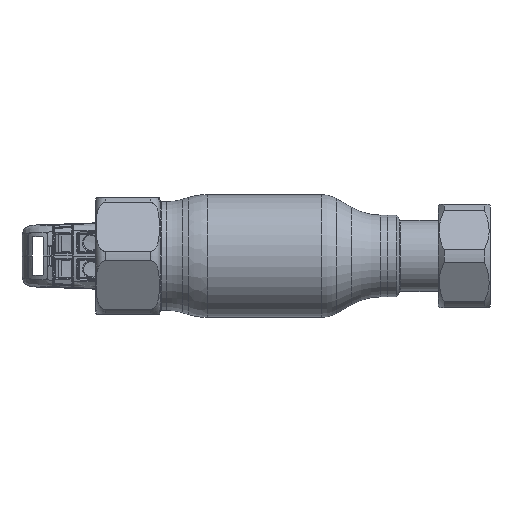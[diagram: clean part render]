
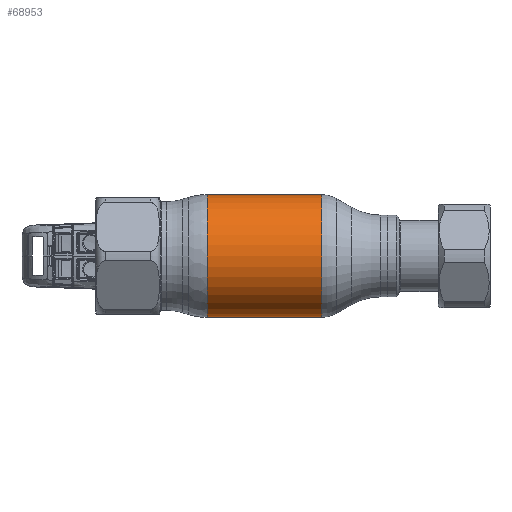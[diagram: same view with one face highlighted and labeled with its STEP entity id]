
A CAD part, front view. The second image highlights one B-rep face of the part: STEP entity #68953.
In plain terms, the highlighted cylindrical face has radius 19 mm (diameter 38 mm), a partial arc.
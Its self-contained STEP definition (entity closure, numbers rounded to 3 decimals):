
#1524 = CARTESIAN_POINT ( 'NONE',  ( -17.411, 0., 0. ) ) ;
#5418 = VERTEX_POINT ( 'NONE', #56236 ) ;
#6408 = VECTOR ( 'NONE', #68486, 1000. ) ;
#6593 = CIRCLE ( 'NONE', #13471, 19. ) ;
#7026 = DIRECTION ( 'NONE',  ( 0., 0., -1. ) ) ;
#10744 = LINE ( 'NONE', #26205, #67270 ) ;
#10983 = DIRECTION ( 'NONE',  ( 1., 0., 0. ) ) ;
#13471 = AXIS2_PLACEMENT_3D ( 'NONE', #1524, #34576, #7026 ) ;
#13717 = CARTESIAN_POINT ( 'NONE',  ( -17.411, 0., -19. ) ) ;
#13730 = DIRECTION ( 'NONE',  ( 0., 0., -1. ) ) ;
#14496 = AXIS2_PLACEMENT_3D ( 'NONE', #24297, #57964, #13730 ) ;
#19953 = EDGE_CURVE ( 'NONE', #5418, #36850, #6593, .T. ) ;
#20159 = ORIENTED_EDGE ( 'NONE', *, *, #44078, .F. ) ;
#24297 = CARTESIAN_POINT ( 'NONE',  ( 62.69, 0., 0. ) ) ;
#26205 = CARTESIAN_POINT ( 'NONE',  ( 62.69, 0., -19. ) ) ;
#31725 = DIRECTION ( 'NONE',  ( 1., 0., 0. ) ) ;
#33151 = EDGE_LOOP ( 'NONE', ( #20159, #38350, #65237, #63215 ) ) ;
#34474 = EDGE_CURVE ( 'NONE', #46330, #42640, #38357, .T. ) ;
#34576 = DIRECTION ( 'NONE',  ( 1., 0., 0. ) ) ;
#35793 = FACE_OUTER_BOUND ( 'NONE', #33151, .T. ) ;
#36850 = VERTEX_POINT ( 'NONE', #13717 ) ;
#38350 = ORIENTED_EDGE ( 'NONE', *, *, #19953, .T. ) ;
#38357 = CIRCLE ( 'NONE', #57049, 19. ) ;
#40769 = CARTESIAN_POINT ( 'NONE',  ( 62.69, 0., 19. ) ) ;
#42640 = VERTEX_POINT ( 'NONE', #43985 ) ;
#43985 = CARTESIAN_POINT ( 'NONE',  ( 18.088, 0., -19. ) ) ;
#44078 = EDGE_CURVE ( 'NONE', #5418, #46330, #59488, .T. ) ;
#46330 = VERTEX_POINT ( 'NONE', #47854 ) ;
#47854 = CARTESIAN_POINT ( 'NONE',  ( 18.088, 0., 19. ) ) ;
#49353 = DIRECTION ( 'NONE',  ( 0., 0., -1. ) ) ;
#54803 = EDGE_CURVE ( 'NONE', #36850, #42640, #10744, .T. ) ;
#56236 = CARTESIAN_POINT ( 'NONE',  ( -17.411, 0., 19. ) ) ;
#57049 = AXIS2_PLACEMENT_3D ( 'NONE', #60729, #10983, #49353 ) ;
#57964 = DIRECTION ( 'NONE',  ( 1., 0., 0. ) ) ;
#57996 = CYLINDRICAL_SURFACE ( 'NONE', #14496, 19. ) ;
#59488 = LINE ( 'NONE', #40769, #6408 ) ;
#60729 = CARTESIAN_POINT ( 'NONE',  ( 18.088, 0., 0. ) ) ;
#63215 = ORIENTED_EDGE ( 'NONE', *, *, #34474, .F. ) ;
#65237 = ORIENTED_EDGE ( 'NONE', *, *, #54803, .T. ) ;
#67270 = VECTOR ( 'NONE', #31725, 1000. ) ;
#68486 = DIRECTION ( 'NONE',  ( 1., 0., 0. ) ) ;
#68953 = ADVANCED_FACE ( 'NONE', ( #35793 ), #57996, .T. ) ;
